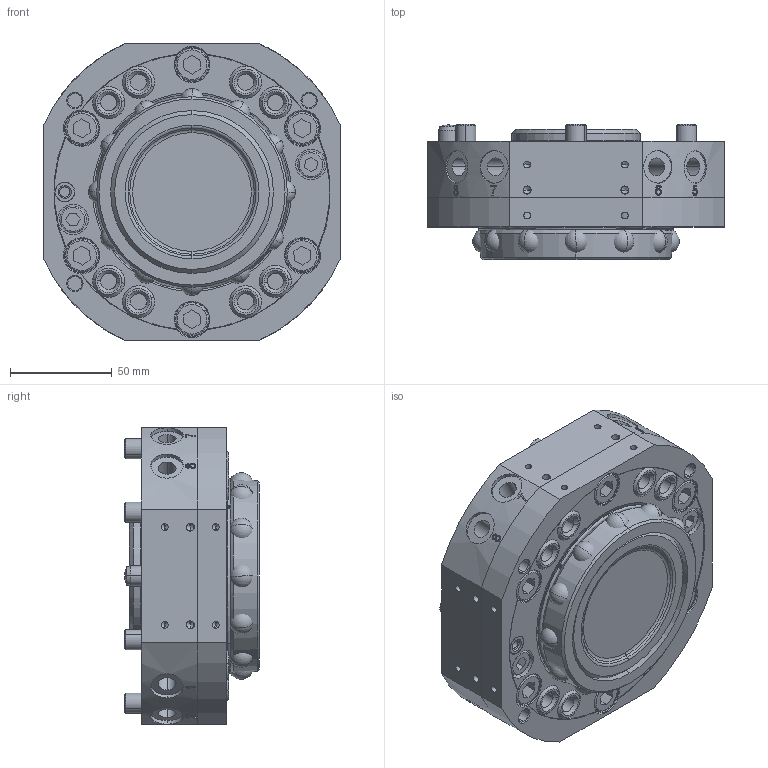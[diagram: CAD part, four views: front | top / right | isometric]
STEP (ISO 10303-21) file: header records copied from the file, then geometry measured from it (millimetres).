
FILE_DESCRIPTION (( 'STEP AP203' ), '1' );
FILE_NAME ('P1801.STEP', '2018-11-29T15:36:27', ( 'rsp' ), ( 'Hewlett-Packard Company' ), 'SwSTEP 2.0', 'SolidWorks 2017', '' );
FILE_SCHEMA (( 'CONFIG_CONTROL_DESIGN' ));
Products named in the file (1): P1801
Bounding box: 146 x 66.3 x 146 mm (x, y, z)
Volume: 943985.6 mm3; surface area: 171252 mm2
Topology: 35 solids, 35 shells, 1064 faces, 2662 edges, 1690 vertices
Faces by surface type: plane 356, cylinder 293, bspline 191, cone 166, torus 32, sphere 26
Entity records: 50627 total; most frequent: CARTESIAN_POINT 26745, ORIENTED_EDGE 5096, DIRECTION 4470, EDGE_CURVE 2548, VERTEX_POINT 1654, AXIS2_PLACEMENT_3D 1631, EDGE_LOOP 1226, LINE 1208
